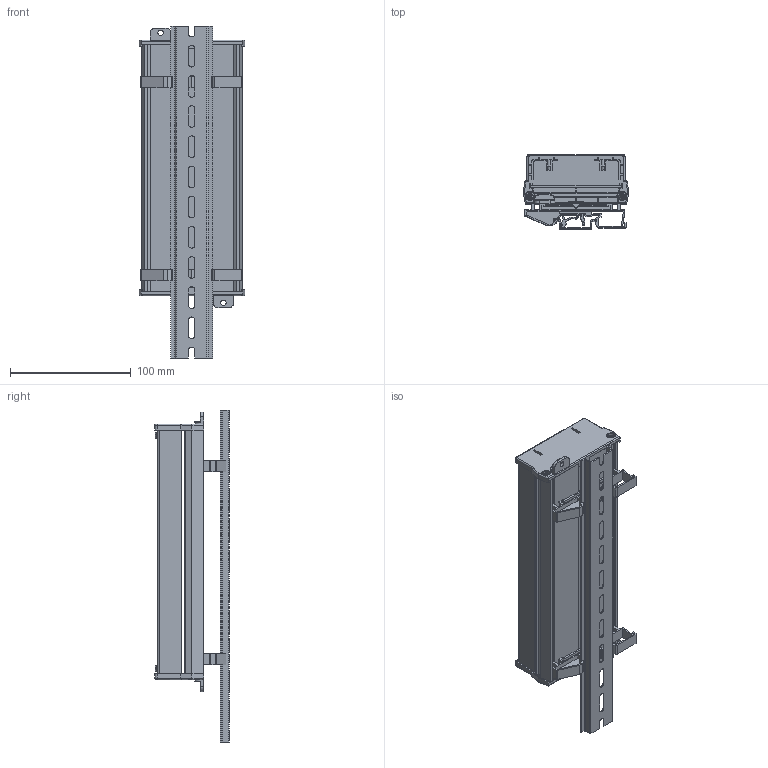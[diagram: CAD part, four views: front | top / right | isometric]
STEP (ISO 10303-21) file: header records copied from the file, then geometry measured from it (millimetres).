
FILE_DESCRIPTION (( 'STEP AP214' ), '1' );
FILE_NAME ('TES-Assembly.STEP', '2025-04-08T11:30:47', ( '' ), ( '' ), 'SwSTEP 2.0', 'SolidWorks 2017', '' );
FILE_SCHEMA (( 'AUTOMOTIVE_DESIGN' ));
Length unit declared in the file: millimetre
Products named in the file (11): Profile - 72-140; Rail-500; TES-Assembly; Cover 78mm -205; End Piece for Cover - 72; Foot Bracket-small-New; Mounting Foot_Small; Side Screwaaaa; Side Screw; TES-PCB; Side Screwa
Assembly tree (18 placements, depth 2):
  TES-Assembly
    TES-PCB
    Cover 78mm -205
    Profile - 72-140
    End Piece for Cover - 72  x2
    Side Screw  x2
    Mounting Foot_Small  x2
    Side Screwa  x3
    Side Screwaaaa  x3
    Rail-500
    Foot Bracket-small-New  x2
Bounding box: 87.62 x 61.42 x 275 mm (x, y, z)
Volume: 160829.6 mm3; surface area: 210974.9 mm2
Topology: 18 solids, 18 shells, 1479 faces, 4183 edges, 2708 vertices
Faces by surface type: plane 904, cylinder 437, cone 48, torus 46, bspline 44
Entity records: 33243 total; most frequent: CARTESIAN_POINT 7330, ORIENTED_EDGE 4604, DIRECTION 4369, EDGE_CURVE 2302, VECTOR 1663, LINE 1663, VERTEX_POINT 1506, AXIS2_PLACEMENT_3D 1353
